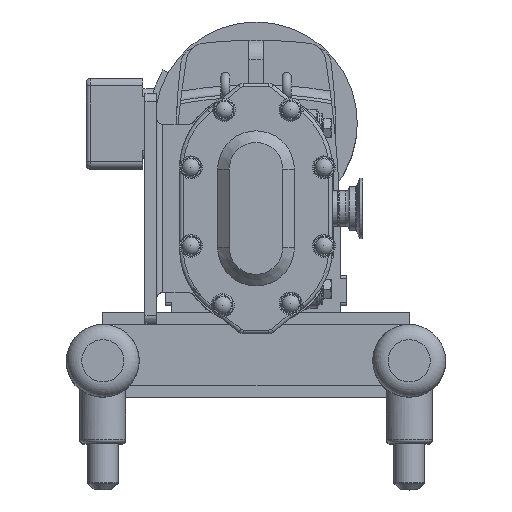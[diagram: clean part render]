
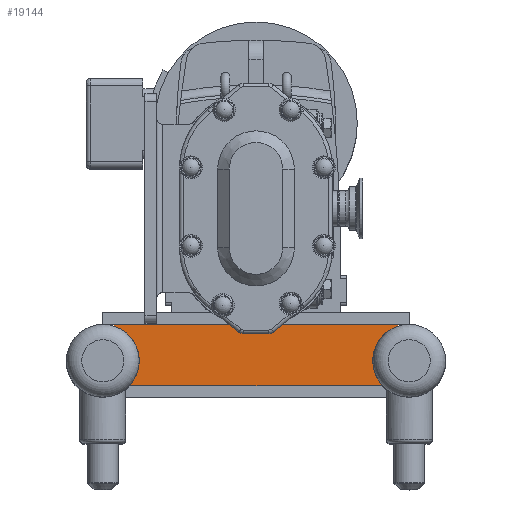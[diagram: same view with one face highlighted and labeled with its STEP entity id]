
A CAD part, top view. The second image highlights one B-rep face of the part: STEP entity #19144.
In plain terms, the highlighted planar face has unit normal (0, 0, 1).
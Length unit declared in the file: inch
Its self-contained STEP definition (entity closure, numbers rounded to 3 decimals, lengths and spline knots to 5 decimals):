
#867=PLANE('',#21161);
#2362=LINE('',#34581,#3758);
#2365=LINE('',#34589,#3761);
#2367=LINE('',#34593,#3763);
#2368=LINE('',#34595,#3764);
#3758=VECTOR('',#26492,0.3937);
#3761=VECTOR('',#26501,0.3937);
#3763=VECTOR('',#26505,0.3937);
#3764=VECTOR('',#26508,0.3937);
#5405=FACE_OUTER_BOUND('',#6547,.T.);
#6547=EDGE_LOOP('',(#17655,#17656,#17657,#17658,#17659,#17660));
#7560=CIRCLE('',#21155,1.19);
#7561=CIRCLE('',#21158,1.19);
#9427=VERTEX_POINT('',#34573);
#9428=VERTEX_POINT('',#34575);
#9429=VERTEX_POINT('',#34579);
#9430=VERTEX_POINT('',#34583);
#9431=VERTEX_POINT('',#34587);
#9432=VERTEX_POINT('',#34591);
#12200=EDGE_CURVE('',#9428,#9427,#7560,.T.);
#12203=EDGE_CURVE('',#9427,#9429,#2362,.T.);
#12205=EDGE_CURVE('',#9429,#9430,#7561,.T.);
#12207=EDGE_CURVE('',#9430,#9431,#2365,.T.);
#12209=EDGE_CURVE('',#9432,#9428,#2367,.T.);
#12210=EDGE_CURVE('',#9431,#9432,#2368,.T.);
#17655=ORIENTED_EDGE('',*,*,#12210,.T.);
#17656=ORIENTED_EDGE('',*,*,#12209,.T.);
#17657=ORIENTED_EDGE('',*,*,#12200,.T.);
#17658=ORIENTED_EDGE('',*,*,#12203,.T.);
#17659=ORIENTED_EDGE('',*,*,#12205,.T.);
#17660=ORIENTED_EDGE('',*,*,#12207,.T.);
#19144=ADVANCED_FACE('',(#5405),#867,.T.);
#21155=AXIS2_PLACEMENT_3D('',#34576,#26486,#26487);
#21158=AXIS2_PLACEMENT_3D('',#34585,#26496,#26497);
#21161=AXIS2_PLACEMENT_3D('',#34594,#26506,#26507);
#26486=DIRECTION('center_axis',(0.,0.,
-1.));
#26487=DIRECTION('ref_axis',(0.733,-0.681,0.));
#26492=DIRECTION('',(1.,0.,0.));
#26496=DIRECTION('center_axis',(0.,0.,
-1.));
#26497=DIRECTION('ref_axis',(-0.311,0.95,0.));
#26501=DIRECTION('',(0.,1.,0.));
#26505=DIRECTION('',(0.,-1.,0.));
#26506=DIRECTION('center_axis',(0.,0.,
1.));
#26507=DIRECTION('ref_axis',(1.,0.,0.));
#26508=DIRECTION('',(-1.,0.,0.));
#34573=CARTESIAN_POINT('',(-4.12822,-5.779,-4.711));
#34575=CARTESIAN_POINT('',(-4.62,-3.8413,-4.711));
#34576=CARTESIAN_POINT('Origin',(-5.,-4.969,-4.711));
#34579=CARTESIAN_POINT('',(4.12822,-5.779,-4.711));
#34581=CARTESIAN_POINT('',(4.12822,-5.779,-4.711));
#34583=CARTESIAN_POINT('',(4.63,-3.83798,-4.711));
#34585=CARTESIAN_POINT('Origin',(5.,-4.969,-4.711));
#34587=CARTESIAN_POINT('',(4.63,-3.7815,-4.711));
#34589=CARTESIAN_POINT('',(4.63,-3.779,-4.711));
#34591=CARTESIAN_POINT('',(-4.62,-3.7815,-4.711));
#34593=CARTESIAN_POINT('',(-4.62,-3.8413,-4.711));
#34594=CARTESIAN_POINT('Origin',(0.00321,-4.71672,
-4.711));
#34595=CARTESIAN_POINT('',(0.00161,-3.7815,-4.711));
